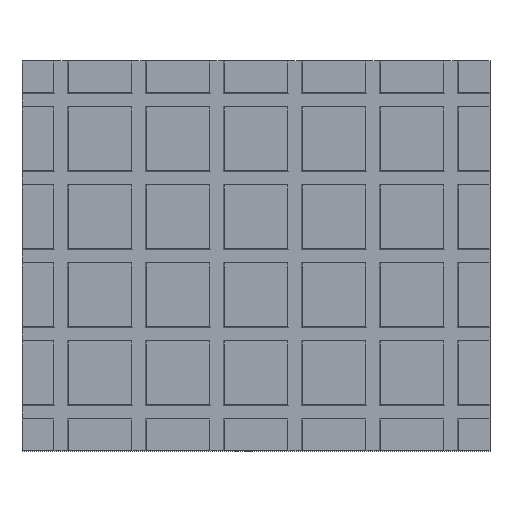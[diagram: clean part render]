
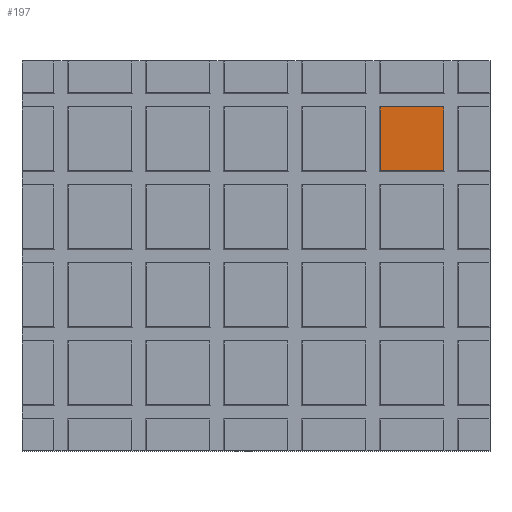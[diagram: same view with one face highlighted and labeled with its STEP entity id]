
A CAD part, top view. The second image highlights one B-rep face of the part: STEP entity #197.
In plain terms, the highlighted planar face has unit normal (0, 0, 1).
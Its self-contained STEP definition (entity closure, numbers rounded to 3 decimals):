
#197 = ADVANCED_FACE( '', ( #903 ), #904, .T. );
#903 = FACE_OUTER_BOUND( '', #2079, .T. );
#904 = PLANE( '', #2080 );
#2079 = EDGE_LOOP( '', ( #4342, #4343, #4344, #4345 ) );
#2080 = AXIS2_PLACEMENT_3D( '', #4346, #4347, #4348 );
#4342 = ORIENTED_EDGE( '', *, *, #8361, .F. );
#4343 = ORIENTED_EDGE( '', *, *, #8248, .T. );
#4344 = ORIENTED_EDGE( '', *, *, #8360, .T. );
#4345 = ORIENTED_EDGE( '', *, *, #8357, .F. );
#4346 = CARTESIAN_POINT( '', ( -300., -250., 75. ) );
#4347 = DIRECTION( '', ( 0., 0., 1. ) );
#4348 = DIRECTION( '', ( 1., 0., 0. ) );
#8248 = EDGE_CURVE( '', #10234, #10235, #10236, .T. );
#8357 = EDGE_CURVE( '', #10433, #10435, #10436, .T. );
#8360 = EDGE_CURVE( '', #10235, #10435, #10439, .T. );
#8361 = EDGE_CURVE( '', #10234, #10433, #10440, .T. );
#10234 = VERTEX_POINT( '', #13326 );
#10235 = VERTEX_POINT( '', #13327 );
#10236 = LINE( '', #13328, #13329 );
#10433 = VERTEX_POINT( '', #13633 );
#10435 = VERTEX_POINT( '', #13636 );
#10436 = LINE( '', #13637, #13638 );
#10439 = LINE( '', #13643, #13644 );
#10440 = LINE( '', #13645, #13646 );
#13326 = CARTESIAN_POINT( '', ( 159., 191., 75. ) );
#13327 = CARTESIAN_POINT( '', ( 159., 109., 75. ) );
#13328 = CARTESIAN_POINT( '', ( 159., 534.618, 75. ) );
#13329 = VECTOR( '', #16184, 1000. );
#13633 = CARTESIAN_POINT( '', ( 241., 191., 75. ) );
#13636 = CARTESIAN_POINT( '', ( 241., 109., 75. ) );
#13637 = CARTESIAN_POINT( '', ( 241., 534.618, 75. ) );
#13638 = VECTOR( '', #16293, 1000. );
#13643 = CARTESIAN_POINT( '', ( -484.618, 109., 75. ) );
#13644 = VECTOR( '', #16296, 1000. );
#13645 = CARTESIAN_POINT( '', ( -484.618, 191., 75. ) );
#13646 = VECTOR( '', #16297, 1000. );
#16184 = DIRECTION( '', ( 0., -1., 0. ) );
#16293 = DIRECTION( '', ( 0., -1., 0. ) );
#16296 = DIRECTION( '', ( 1., 0., 0. ) );
#16297 = DIRECTION( '', ( 1., 0., 0. ) );
